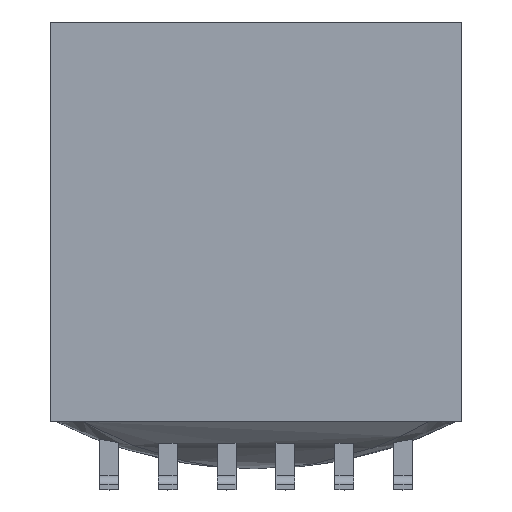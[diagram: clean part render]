
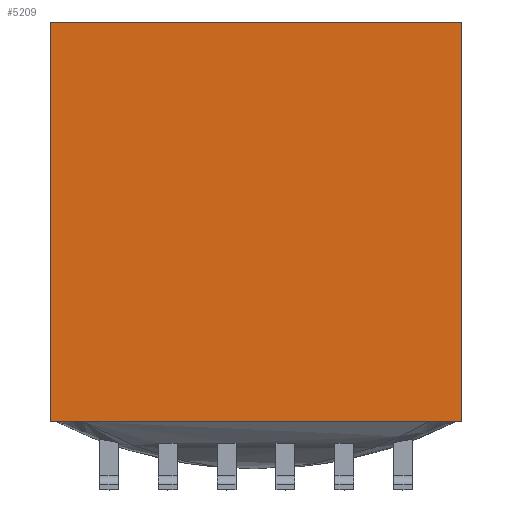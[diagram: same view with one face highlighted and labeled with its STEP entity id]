
A CAD part, front view. The second image highlights one B-rep face of the part: STEP entity #5209.
In plain terms, the highlighted planar face has unit normal (0, -1, 0).
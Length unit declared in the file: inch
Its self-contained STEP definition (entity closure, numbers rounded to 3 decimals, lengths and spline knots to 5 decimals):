
#134 = EDGE_LOOP ( 'NONE', ( #5113, #5272, #5422, #5641 ) ) ;
#158 = FACE_OUTER_BOUND ( 'NONE', #134, .T. ) ;
#496 = VERTEX_POINT ( 'NONE', #1437 ) ;
#531 = VERTEX_POINT ( 'NONE', #2659 ) ;
#873 = VERTEX_POINT ( 'NONE', #6397 ) ;
#1437 = CARTESIAN_POINT ( 'NONE',  ( -0.0875, 0., 0.17 ) ) ;
#1517 = VECTOR ( 'NONE', #3149, 39.37008 ) ;
#1665 = EDGE_CURVE ( 'NONE', #496, #531, #3578, .T. ) ;
#1773 = CARTESIAN_POINT ( 'NONE',  ( -0.0875, 0., 0. ) ) ;
#2659 = CARTESIAN_POINT ( 'NONE',  ( -0.0875, 0., 0. ) ) ;
#2923 = VERTEX_POINT ( 'NONE', #3414 ) ;
#2963 = EDGE_CURVE ( 'NONE', #2923, #873, #3261, .T. ) ;
#2977 = CARTESIAN_POINT ( 'NONE',  ( 0.0875, 0., 0.17 ) ) ;
#3149 = DIRECTION ( 'NONE',  ( -1., 0., 0. ) ) ;
#3213 = DIRECTION ( 'NONE',  ( -1., 0., 0. ) ) ;
#3217 = CARTESIAN_POINT ( 'NONE',  ( 0.0875, 0., 0. ) ) ;
#3261 = LINE ( 'NONE', #3808, #3875 ) ;
#3328 = DIRECTION ( 'NONE',  ( 0., 0., 1. ) ) ;
#3414 = CARTESIAN_POINT ( 'NONE',  ( 0.0875, 0., 0.17 ) ) ;
#3503 = DIRECTION ( 'NONE',  ( 0., 1., 0. ) ) ;
#3512 = AXIS2_PLACEMENT_3D ( 'NONE', #3521, #3503, #3328 ) ;
#3521 = CARTESIAN_POINT ( 'NONE',  ( 0.0875, 0., 0. ) ) ;
#3578 = LINE ( 'NONE', #1773, #4469 ) ;
#3770 = PLANE ( 'NONE',  #3512 ) ;
#3808 = CARTESIAN_POINT ( 'NONE',  ( 0.0875, 0., 0. ) ) ;
#3875 = VECTOR ( 'NONE', #4245, 39.37008 ) ;
#4245 = DIRECTION ( 'NONE',  ( 0., 0., -1. ) ) ;
#4322 = VECTOR ( 'NONE', #3213, 39.37008 ) ;
#4438 = LINE ( 'NONE', #2977, #1517 ) ;
#4469 = VECTOR ( 'NONE', #5167, 39.37008 ) ;
#4860 = LINE ( 'NONE', #3217, #4322 ) ;
#5113 = ORIENTED_EDGE ( 'NONE', *, *, #1665, .T. ) ;
#5167 = DIRECTION ( 'NONE',  ( 0., 0., -1. ) ) ;
#5209 = ADVANCED_FACE ( 'NONE', ( #158 ), #3770, .F. ) ;
#5272 = ORIENTED_EDGE ( 'NONE', *, *, #5612, .F. ) ;
#5422 = ORIENTED_EDGE ( 'NONE', *, *, #2963, .F. ) ;
#5612 = EDGE_CURVE ( 'NONE', #873, #531, #4860, .T. ) ;
#5641 = ORIENTED_EDGE ( 'NONE', *, *, #5987, .T. ) ;
#5987 = EDGE_CURVE ( 'NONE', #2923, #496, #4438, .T. ) ;
#6397 = CARTESIAN_POINT ( 'NONE',  ( 0.0875, 0., 0. ) ) ;
